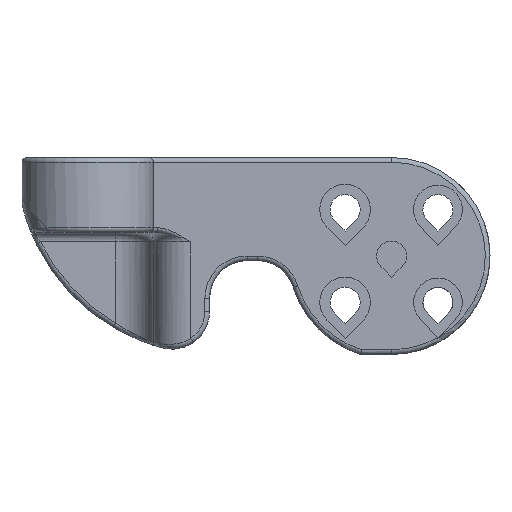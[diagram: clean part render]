
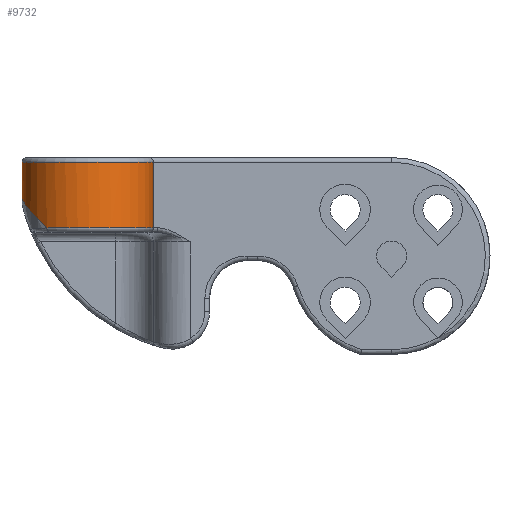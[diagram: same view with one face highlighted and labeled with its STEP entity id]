
A CAD part, left-side view. The second image highlights one B-rep face of the part: STEP entity #9732.
In plain terms, the highlighted cylindrical face has radius 7 mm (diameter 14 mm), a partial arc.
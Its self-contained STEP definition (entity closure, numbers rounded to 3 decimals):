
#336=B_SPLINE_CURVE_WITH_KNOTS('',3,(#14389,#14390,#14391,#14392,#14393,
#14394,#14395),.UNSPECIFIED.,.F.,.F.,(4,1,1,1,4),(-2.913,-2.675,
-2.556,-2.541,-2.497),.UNSPECIFIED.);
#989=LINE('',#14468,#1861);
#990=LINE('',#14470,#1862);
#1861=VECTOR('',#11439,10.);
#1862=VECTOR('',#11442,10.);
#2656=CYLINDRICAL_SURFACE('',#10420,7.);
#2823=FACE_OUTER_BOUND('',#3373,.T.);
#3373=EDGE_LOOP('',(#7122,#7123,#7124,#7125,#7126));
#3974=CIRCLE('',#10322,7.);
#4003=CIRCLE('',#10365,7.);
#4227=VERTEX_POINT('',#13581);
#4270=VERTEX_POINT('',#13825);
#4271=VERTEX_POINT('',#13829);
#4297=VERTEX_POINT('',#14074);
#4299=VERTEX_POINT('',#14079);
#5292=EDGE_CURVE('',#4270,#4271,#3974,.T.);
#5339=EDGE_CURVE('',#4299,#4297,#4003,.T.);
#5386=EDGE_CURVE('',#4271,#4227,#336,.T.);
#5424=EDGE_CURVE('',#4297,#4270,#989,.T.);
#5425=EDGE_CURVE('',#4227,#4299,#990,.T.);
#7122=ORIENTED_EDGE('',*,*,#5292,.F.);
#7123=ORIENTED_EDGE('',*,*,#5424,.F.);
#7124=ORIENTED_EDGE('',*,*,#5339,.F.);
#7125=ORIENTED_EDGE('',*,*,#5425,.F.);
#7126=ORIENTED_EDGE('',*,*,#5386,.F.);
#9732=ADVANCED_FACE('',(#2823),#2656,.T.);
#10322=AXIS2_PLACEMENT_3D('',#13831,#11192,#11193);
#10365=AXIS2_PLACEMENT_3D('',#14081,#11287,#11288);
#10420=AXIS2_PLACEMENT_3D('',#14469,#11440,#11441);
#11192=DIRECTION('center_axis',(0.,0.,-1.));
#11193=DIRECTION('ref_axis',(-0.876,-0.482,0.));
#11287=DIRECTION('center_axis',(0.,0.,1.));
#11288=DIRECTION('ref_axis',(-1.,0.,0.));
#11439=DIRECTION('',(0.,0.,-1.));
#11440=DIRECTION('center_axis',(0.,0.,1.));
#11441=DIRECTION('ref_axis',(0.,1.,0.));
#11442=DIRECTION('',(0.,0.,1.));
#13581=CARTESIAN_POINT('',(-47.5,39.396,6.009));
#13825=CARTESIAN_POINT('',(-47.5,25.396,3.));
#13829=CARTESIAN_POINT('',(-52.992,36.736,3.));
#13831=CARTESIAN_POINT('Origin',(-47.5,32.396,3.));
#14074=CARTESIAN_POINT('',(-47.5,25.396,10.));
#14079=CARTESIAN_POINT('',(-47.5,39.396,10.));
#14081=CARTESIAN_POINT('Origin',(-47.5,32.396,10.));
#14389=CARTESIAN_POINT('Ctrl Pts',(-52.992,36.736,3.));
#14390=CARTESIAN_POINT('Ctrl Pts',(-52.383,37.507,3.672));
#14391=CARTESIAN_POINT('Ctrl Pts',(-51.264,38.474,4.688));
#14392=CARTESIAN_POINT('Ctrl Pts',(-49.484,39.158,5.645));
#14393=CARTESIAN_POINT('Ctrl Pts',(-48.302,39.361,5.953));
#14394=CARTESIAN_POINT('Ctrl Pts',(-47.847,39.396,6.009));
#14395=CARTESIAN_POINT('Ctrl Pts',(-47.5,39.396,6.009));
#14468=CARTESIAN_POINT('',(-47.5,25.396,5.5));
#14469=CARTESIAN_POINT('Origin',(-47.5,32.396,5.5));
#14470=CARTESIAN_POINT('',(-47.5,39.396,5.5));
